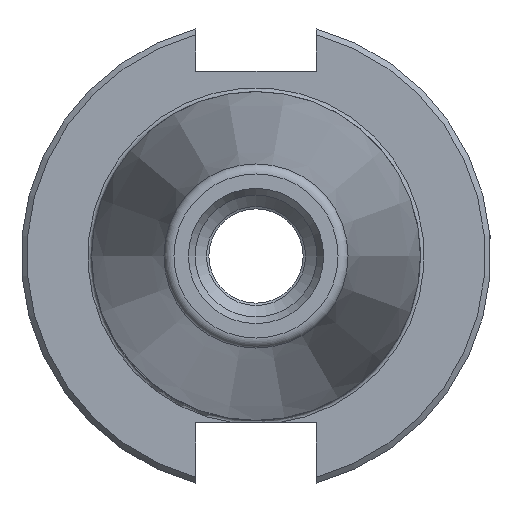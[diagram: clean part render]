
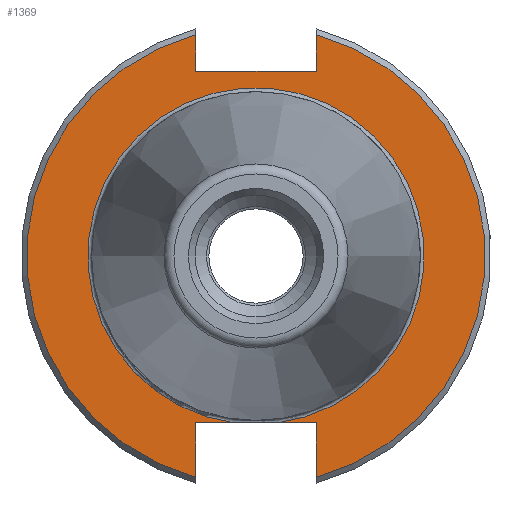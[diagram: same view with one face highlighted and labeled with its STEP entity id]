
A CAD part, left-side view. The second image highlights one B-rep face of the part: STEP entity #1369.
In plain terms, the highlighted planar face has unit normal (-1, 0, 0).
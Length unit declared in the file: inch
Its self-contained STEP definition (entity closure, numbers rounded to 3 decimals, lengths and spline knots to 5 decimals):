
#116=LINE('',#2053,#172);
#127=LINE('',#2178,#183);
#132=LINE('',#2200,#188);
#135=LINE('',#2225,#191);
#136=LINE('',#2226,#192);
#137=LINE('',#2228,#193);
#138=LINE('',#2230,#194);
#172=VECTOR('',#1633,0.64);
#183=VECTOR('',#1728,0.28929);
#188=VECTOR('',#1743,0.28929);
#191=VECTOR('',#1754,0.20828);
#192=VECTOR('',#1755,0.19429);
#193=VECTOR('',#1756,0.19429);
#194=VECTOR('',#1759,0.20828);
#233=PLANE('',#1492);
#348=FACE_OUTER_BOUND('',#459,.T.);
#459=EDGE_LOOP('',(#1037,#1038,#1039,#1040,#1041,#1042,#1043,#1044,#1045,
#1046));
#557=CIRCLE('',#1456,0.895);
#574=CIRCLE('',#1491,1.22);
#575=CIRCLE('',#1493,1.22);
#631=VERTEX_POINT('',#2050);
#632=VERTEX_POINT('',#2052);
#642=VERTEX_POINT('',#2089);
#643=VERTEX_POINT('',#2090);
#667=VERTEX_POINT('',#2173);
#668=VERTEX_POINT('',#2177);
#673=VERTEX_POINT('',#2197);
#674=VERTEX_POINT('',#2199);
#680=VERTEX_POINT('',#2219);
#681=VERTEX_POINT('',#2227);
#767=EDGE_CURVE('',#632,#631,#116,.T.);
#779=EDGE_CURVE('',#642,#643,#557,.T.);
#807=EDGE_CURVE('',#668,#667,#127,.T.);
#816=EDGE_CURVE('',#674,#673,#132,.T.);
#824=EDGE_CURVE('',#680,#667,#574,.T.);
#825=EDGE_CURVE('',#642,#668,#135,.T.);
#826=EDGE_CURVE('',#680,#632,#136,.T.);
#827=EDGE_CURVE('',#631,#681,#137,.T.);
#828=EDGE_CURVE('',#674,#681,#575,.T.);
#829=EDGE_CURVE('',#673,#643,#138,.T.);
#1037=ORIENTED_EDGE('',*,*,#779,.F.);
#1038=ORIENTED_EDGE('',*,*,#825,.T.);
#1039=ORIENTED_EDGE('',*,*,#807,.T.);
#1040=ORIENTED_EDGE('',*,*,#824,.F.);
#1041=ORIENTED_EDGE('',*,*,#826,.T.);
#1042=ORIENTED_EDGE('',*,*,#767,.T.);
#1043=ORIENTED_EDGE('',*,*,#827,.T.);
#1044=ORIENTED_EDGE('',*,*,#828,.F.);
#1045=ORIENTED_EDGE('',*,*,#816,.T.);
#1046=ORIENTED_EDGE('',*,*,#829,.T.);
#1369=ADVANCED_FACE('',(#348),#233,.T.);
#1456=AXIS2_PLACEMENT_3D('',#2101,#1663,#1664);
#1491=AXIS2_PLACEMENT_3D('',#2223,#1750,#1751);
#1492=AXIS2_PLACEMENT_3D('',#2224,#1752,#1753);
#1493=AXIS2_PLACEMENT_3D('',#2229,#1757,#1758);
#1633=DIRECTION('',(0.,1.,0.));
#1663=DIRECTION('center_axis',(-1.,0.,0.));
#1664=DIRECTION('ref_axis',(0.,-1.,0.));
#1728=DIRECTION('',(0.,0.,-1.));
#1743=DIRECTION('',(0.,0.,1.));
#1750=DIRECTION('center_axis',(1.,0.,0.));
#1751=DIRECTION('ref_axis',(0.,-1.,0.));
#1752=DIRECTION('center_axis',(-1.,0.,0.));
#1753=DIRECTION('ref_axis',(0.,0.,1.));
#1754=DIRECTION('',(0.,-1.,0.));
#1755=DIRECTION('',(0.,0.,-1.));
#1756=DIRECTION('',(0.,0.,1.));
#1757=DIRECTION('center_axis',(1.,0.,0.));
#1758=DIRECTION('ref_axis',(0.,1.,0.));
#1759=DIRECTION('',(0.,-1.,0.));
#2050=CARTESIAN_POINT('',(0.125,0.32,0.983));
#2052=CARTESIAN_POINT('',(0.125,-0.32,0.983));
#2053=CARTESIAN_POINT('',(0.125,0.53125,0.983));
#2089=CARTESIAN_POINT('',(0.125,-0.11172,-0.888));
#2090=CARTESIAN_POINT('',(0.125,0.11172,-0.888));
#2101=CARTESIAN_POINT('Origin',(0.125,0.,0.));
#2173=CARTESIAN_POINT('',(0.125,-0.32,-1.17729));
#2177=CARTESIAN_POINT('',(0.125,-0.32,-0.888));
#2178=CARTESIAN_POINT('',(0.125,-0.32,-0.444));
#2197=CARTESIAN_POINT('',(0.125,0.32,-0.888));
#2199=CARTESIAN_POINT('',(0.125,0.32,-1.17729));
#2200=CARTESIAN_POINT('',(0.125,0.32,-0.444));
#2219=CARTESIAN_POINT('',(0.125,-0.32,1.17729));
#2223=CARTESIAN_POINT('Origin',(0.125,0.,0.));
#2224=CARTESIAN_POINT('Origin',(0.125,1.0625,0.));
#2225=CARTESIAN_POINT('',(0.125,0.53125,-0.888));
#2226=CARTESIAN_POINT('',(0.125,-0.32,0.4915));
#2227=CARTESIAN_POINT('',(0.125,0.32,1.17729));
#2228=CARTESIAN_POINT('',(0.125,0.32,0.4915));
#2229=CARTESIAN_POINT('Origin',(0.125,0.,0.));
#2230=CARTESIAN_POINT('',(0.125,0.53125,-0.888));
